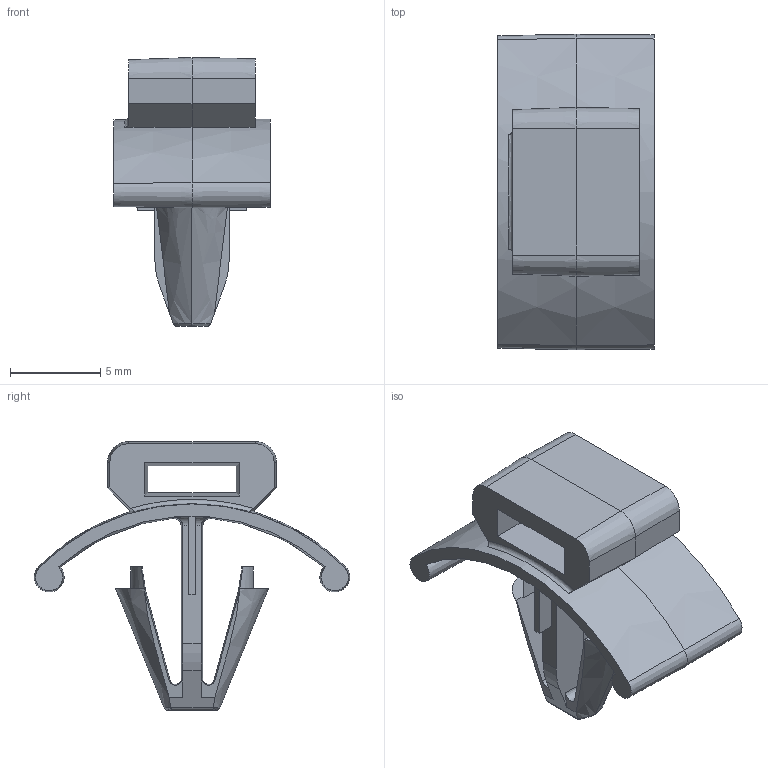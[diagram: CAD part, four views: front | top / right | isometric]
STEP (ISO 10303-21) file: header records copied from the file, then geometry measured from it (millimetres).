
FILE_DESCRIPTION(/* description */ (''),/* implementation_level */ '2;1');
FILE_NAME(/* name */ 'PWMS-H25',/* time_stamp */ '2010-09-27T10:35:18-05:00',/* author */ (''),/* organization */ (''),/* preprocessor_version */ 'ST-DEVELOPER v9',/* originating_system */ 'UGS - NX 3.0',/* authorisation */ '');
FILE_SCHEMA (('CONFIG_CONTROL_DESIGN'));
Length unit declared in the file: inch
Products named in the file (1): bwg8CB0erk8
Bounding box: 8.67 x 17.52 x 14.94 mm (x, y, z)
Volume: 401.6 mm3; surface area: 846.6 mm2
Topology: 1 solids, 1 shells, 99 faces, 263 edges, 166 vertices
Faces by surface type: plane 58, cone 16, bspline 8, extrusion 8, torus 5, cylinder 4
Entity records: 3679 total; most frequent: CARTESIAN_POINT 1263, ORIENTED_EDGE 526, DIRECTION 426, EDGE_CURVE 263, VERTEX_POINT 166, AXIS2_PLACEMENT_3D 146, VECTOR 134, LINE 126
